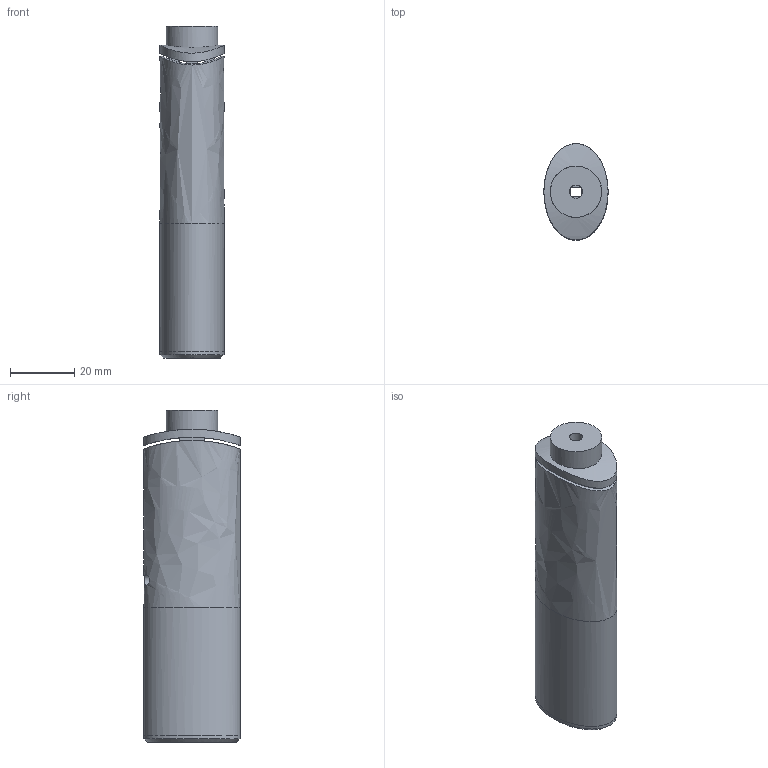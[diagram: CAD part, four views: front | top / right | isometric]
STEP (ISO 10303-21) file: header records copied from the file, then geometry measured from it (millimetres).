
FILE_DESCRIPTION(/* description */ (''),/* implementation_level */ '2;1');
FILE_NAME(/* name */ 'toothbrush v27.step',/* time_stamp */ '2025-05-21T15:18:11+01:00',/* author */ (''),/* organization */ (''),/* preprocessor_version */ 'ST-DEVELOPER v20.1',/* originating_system */ 'Autodesk Translation Framework v14.4.0.0',/* authorisation */ '');
FILE_SCHEMA (('AUTOMOTIVE_DESIGN { 1 0 10303 214 3 1 1 }','AP242_MANAGED_MODEL_BASED_3D_ENGINEERING_MIM_LF { 1 0 10303 442 3 1 4 }'));
Length unit declared in the file: millimetre
Products named in the file (1): toothbrush
Bounding box: 20 x 30 x 103.5 mm (x, y, z)
Volume: 18105.9 mm3; surface area: 19208 mm2
Topology: 4 solids, 4 shells, 119 faces, 319 edges, 213 vertices
Faces by surface type: plane 81, cylinder 22, bspline 14, cone 2
Full cylindrical faces by diameter (mm): 2.529 x2, 3.4 x12, 4.1 x1, 16 x1
Entity records: 4401 total; most frequent: CARTESIAN_POINT 1399, ORIENTED_EDGE 638, DIRECTION 552, EDGE_CURVE 319, VERTEX_POINT 213, LINE 204, VECTOR 204, AXIS2_PLACEMENT_3D 174
